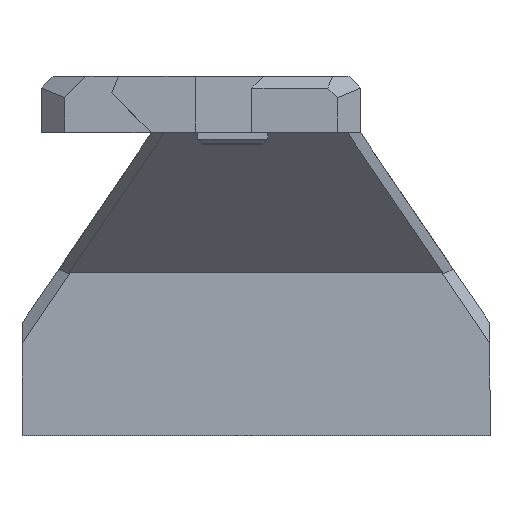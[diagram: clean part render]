
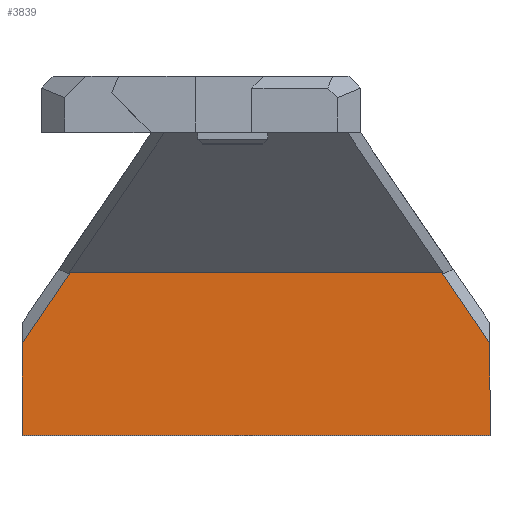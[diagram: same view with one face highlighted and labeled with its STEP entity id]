
A CAD part, top view. The second image highlights one B-rep face of the part: STEP entity #3839.
In plain terms, the highlighted planar face has unit normal (0, 0, 1).
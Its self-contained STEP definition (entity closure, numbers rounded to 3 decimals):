
#84 = ORIENTED_EDGE ( 'NONE', *, *, #2600, .F. ) ;
#92 = EDGE_CURVE ( 'NONE', #2063, #4883, #311, .T. ) ;
#311 = LINE ( 'NONE', #1592, #4055 ) ;
#402 = DIRECTION ( 'NONE',  ( -1., 0., 0. ) ) ;
#586 = EDGE_CURVE ( 'NONE', #4883, #3451, #4570, .T. ) ;
#596 = CARTESIAN_POINT ( 'NONE',  ( -54.882, 132.984, -49.863 ) ) ;
#689 = DIRECTION ( 'NONE',  ( 0.563, -0.826, 0. ) ) ;
#802 = VECTOR ( 'NONE', #3944, 1000. ) ;
#843 = CARTESIAN_POINT ( 'NONE',  ( -61.107, 127.442, -49.863 ) ) ;
#875 = VECTOR ( 'NONE', #402, 1000. ) ;
#1117 = DIRECTION ( 'NONE',  ( 1., 0., 0. ) ) ;
#1255 = AXIS2_PLACEMENT_3D ( 'NONE', #843, #2152, #3019 ) ;
#1260 = LINE ( 'NONE', #2636, #802 ) ;
#1309 = CARTESIAN_POINT ( 'NONE',  ( -43.534, 116.325, -49.863 ) ) ;
#1332 = VECTOR ( 'NONE', #1620, 1000. ) ;
#1365 = ORIENTED_EDGE ( 'NONE', *, *, #2449, .T. ) ;
#1408 = DIRECTION ( 'NONE',  ( -1., 0., 0. ) ) ;
#1447 = EDGE_CURVE ( 'NONE', #3030, #2063, #1260, .T. ) ;
#1560 = ORIENTED_EDGE ( 'NONE', *, *, #2700, .F. ) ;
#1592 = CARTESIAN_POINT ( 'NONE',  ( -63.499, 122.437, -49.863 ) ) ;
#1620 = DIRECTION ( 'NONE',  ( 0., -1., 0. ) ) ;
#1788 = VECTOR ( 'NONE', #1408, 1000. ) ;
#1939 = CARTESIAN_POINT ( 'NONE',  ( -47.697, 122.437, -49.863 ) ) ;
#1950 = VERTEX_POINT ( 'NONE', #3924 ) ;
#2063 = VERTEX_POINT ( 'NONE', #4260 ) ;
#2078 = FACE_OUTER_BOUND ( 'NONE', #2787, .T. ) ;
#2152 = DIRECTION ( 'NONE',  ( 0., 0., -1. ) ) ;
#2226 = CARTESIAN_POINT ( 'NONE',  ( -43.534, 108.437, -49.863 ) ) ;
#2449 = EDGE_CURVE ( 'NONE', #3030, #4646, #3011, .T. ) ;
#2600 = EDGE_CURVE ( 'NONE', #1950, #3163, #2718, .T. ) ;
#2636 = CARTESIAN_POINT ( 'NONE',  ( -71.631, 134.173, -49.863 ) ) ;
#2695 = VECTOR ( 'NONE', #689, 1000. ) ;
#2700 = EDGE_CURVE ( 'NONE', #3163, #4646, #4976, .T. ) ;
#2718 = LINE ( 'NONE', #2226, #1788 ) ;
#2787 = EDGE_LOOP ( 'NONE', ( #4288, #4129, #5307, #4559, #1365, #1560, #84 ) ) ;
#2841 = CARTESIAN_POINT ( 'NONE',  ( -83.789, 120.489, -49.863 ) ) ;
#3008 = EDGE_CURVE ( 'NONE', #3451, #1950, #4219, .T. ) ;
#3011 = LINE ( 'NONE', #1309, #875 ) ;
#3019 = DIRECTION ( 'NONE',  ( -1., 0., 0. ) ) ;
#3030 = VERTEX_POINT ( 'NONE', #3370 ) ;
#3163 = VERTEX_POINT ( 'NONE', #4321 ) ;
#3370 = CARTESIAN_POINT ( 'NONE',  ( -83.788, 116.325, -49.863 ) ) ;
#3423 = CARTESIAN_POINT ( 'NONE',  ( -43.534, 120.489, -49.863 ) ) ;
#3451 = VERTEX_POINT ( 'NONE', #4742 ) ;
#3839 = ADVANCED_FACE ( 'NONE', ( #2078 ), #5602, .F. ) ;
#3924 = CARTESIAN_POINT ( 'NONE',  ( -43.534, 108.437, -49.863 ) ) ;
#3944 = DIRECTION ( 'NONE',  ( 0.563, 0.826, 0. ) ) ;
#4055 = VECTOR ( 'NONE', #1117, 1000. ) ;
#4129 = ORIENTED_EDGE ( 'NONE', *, *, #586, .F. ) ;
#4219 = LINE ( 'NONE', #3423, #1332 ) ;
#4242 = CARTESIAN_POINT ( 'NONE',  ( -83.789, 116.325, -49.863 ) ) ;
#4260 = CARTESIAN_POINT ( 'NONE',  ( -79.625, 122.437, -49.863 ) ) ;
#4288 = ORIENTED_EDGE ( 'NONE', *, *, #3008, .F. ) ;
#4321 = CARTESIAN_POINT ( 'NONE',  ( -83.789, 108.437, -49.863 ) ) ;
#4559 = ORIENTED_EDGE ( 'NONE', *, *, #1447, .F. ) ;
#4561 = DIRECTION ( 'NONE',  ( 0., 1., 0. ) ) ;
#4570 = LINE ( 'NONE', #596, #2695 ) ;
#4646 = VERTEX_POINT ( 'NONE', #4242 ) ;
#4742 = CARTESIAN_POINT ( 'NONE',  ( -43.534, 116.325, -49.863 ) ) ;
#4883 = VERTEX_POINT ( 'NONE', #1939 ) ;
#4976 = LINE ( 'NONE', #2841, #5619 ) ;
#5307 = ORIENTED_EDGE ( 'NONE', *, *, #92, .F. ) ;
#5602 = PLANE ( 'NONE',  #1255 ) ;
#5619 = VECTOR ( 'NONE', #4561, 1000. ) ;
